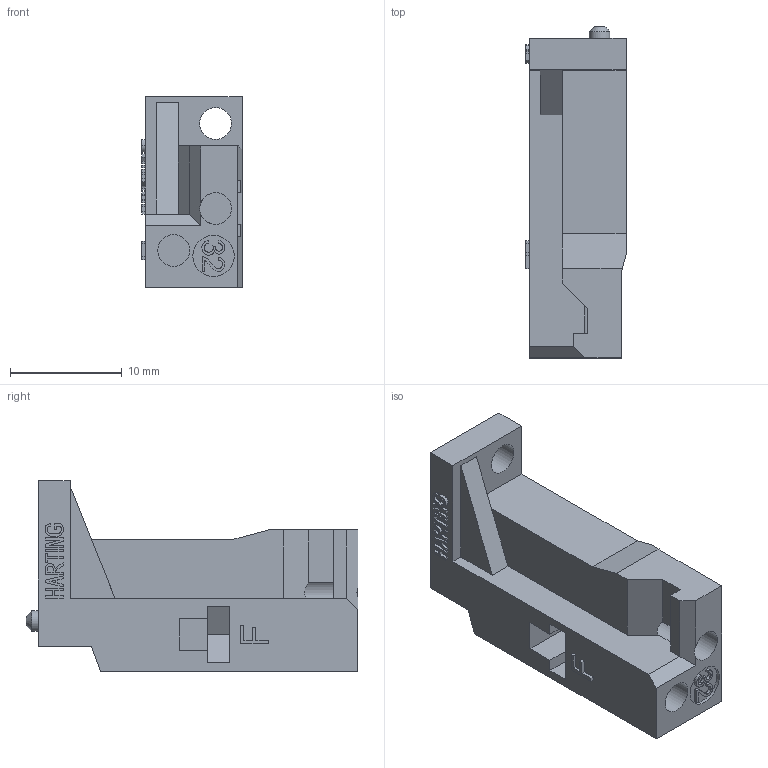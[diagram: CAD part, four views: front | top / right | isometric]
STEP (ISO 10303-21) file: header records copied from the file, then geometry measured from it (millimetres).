
FILE_DESCRIPTION(/* description */ (''),/* implementation_level */ '2;1');
FILE_NAME(/* name */ '100123084ugm000_b.stp',/* time_stamp */ '2016-09-28T11:03:56+02:00',/* author */ (''),/* organization */ (''),/* preprocessor_version */ 'ST-DEVELOPER v16',/* originating_system */ 'SIEMENS PLM Software NX 10.0',/* authorisation */ '');
FILE_SCHEMA (('AUTOMOTIVE_DESIGN { 1 0 10303 214 3 1 1 1 }'));
Length unit declared in the file: millimetre
Products named in the file (1): 100123084ugm000_b
Bounding box: 8.97 x 29.7 x 17.08 mm (x, y, z)
Volume: 2204.4 mm3; surface area: 1873.5 mm2
Topology: 1 solids, 1 shells, 192 faces, 528 edges, 351 vertices
Faces by surface type: plane 142, cylinder 49, cone 1
Full cylindrical faces by diameter (mm): 1.85 x1, 2.85 x4, 3.7 x1
Entity records: 6081 total; most frequent: CARTESIAN_POINT 1064, ORIENTED_EDGE 1040, DIRECTION 1011, EDGE_CURVE 520, LINE 415, VECTOR 415, VERTEX_POINT 351, AXIS2_PLACEMENT_3D 298
